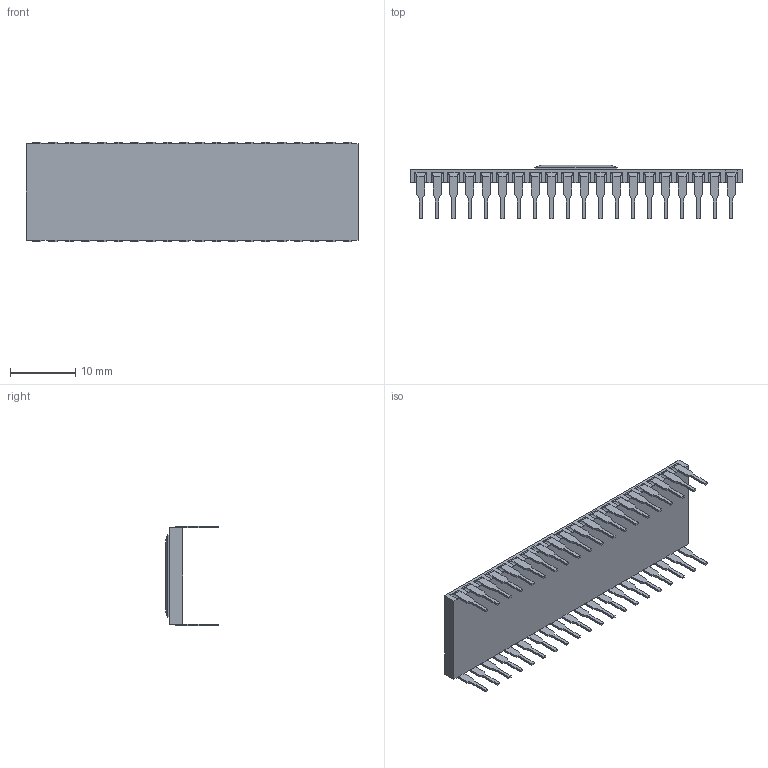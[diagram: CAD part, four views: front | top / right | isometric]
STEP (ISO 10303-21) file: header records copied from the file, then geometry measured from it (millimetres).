
FILE_DESCRIPTION(/* description */ (''),/* implementation_level */ '2;1');
FILE_NAME(/* name */ 'CerDIP40-600-metric-',/* time_stamp */ '2023-05-07T18:23:02+03:00',/* author */ (''),/* organization */ (''),/* preprocessor_version */ 'ST-DEVELOPER v16.5',/* originating_system */ 'Rhino 7.13',/* authorisation */ '');
FILE_SCHEMA (('CONFIG_CONTROL_DESIGN'));
Length unit declared in the file: millimetre
Products named in the file (1): Document
Bounding box: 50.8 x 8.15 x 15.3 mm (x, y, z)
Surface area: 2279.6 mm2 (no closed solid volume)
Topology: 0 solids, 545 shells, 545 faces, 3056 edges, 3056 vertices
Faces by surface type: plane 413, cylinder 132
Entity records: 31756 total; most frequent: CARTESIAN_POINT 10915, ORIENTED_EDGE 3056, EDGE_CURVE 3056, VERTEX_POINT 3056, B_SPLINE_CURVE_WITH_KNOTS 2856, DIRECTION 549, EDGE_LOOP 548, AXIS2_PLACEMENT_3D 547
